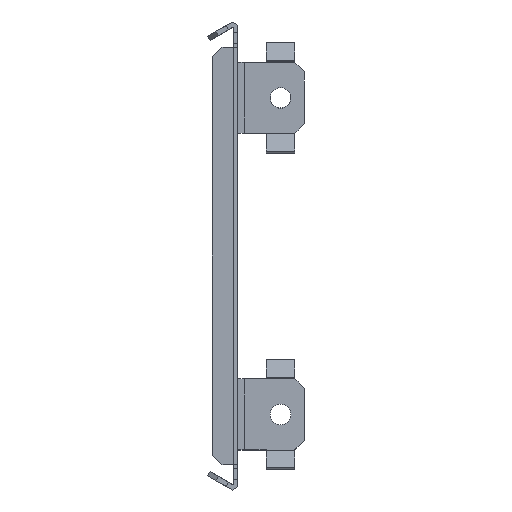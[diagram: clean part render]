
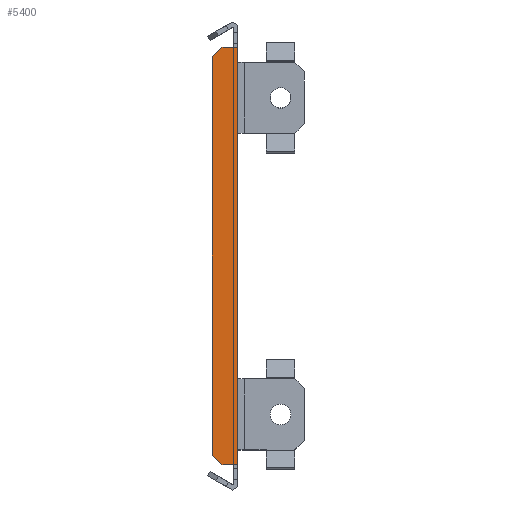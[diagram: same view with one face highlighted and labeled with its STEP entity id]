
A CAD part, front view. The second image highlights one B-rep face of the part: STEP entity #5400.
In plain terms, the highlighted planar face has unit normal (0, -1, 0).
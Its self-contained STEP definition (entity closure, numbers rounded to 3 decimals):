
#126 = VECTOR ( 'NONE', #7043, 1000. ) ;
#421 = PLANE ( 'NONE',  #5096 ) ;
#470 = CARTESIAN_POINT ( 'NONE',  ( 0., -253., 65.897 ) ) ;
#538 = LINE ( 'NONE', #470, #13584 ) ;
#721 = LINE ( 'NONE', #14034, #9243 ) ;
#896 = VERTEX_POINT ( 'NONE', #9929 ) ;
#1579 = EDGE_CURVE ( 'NONE', #2146, #9363, #7429, .T. ) ;
#2146 = VERTEX_POINT ( 'NONE', #9719 ) ;
#2256 = VECTOR ( 'NONE', #11772, 1000. ) ;
#2533 = ORIENTED_EDGE ( 'NONE', *, *, #2957, .T. ) ;
#2581 = LINE ( 'NONE', #5822, #12854 ) ;
#2614 = VECTOR ( 'NONE', #7244, 1000. ) ;
#2957 = EDGE_CURVE ( 'NONE', #12821, #8355, #2581, .T. ) ;
#4034 = VECTOR ( 'NONE', #6203, 1000. ) ;
#4437 = CARTESIAN_POINT ( 'NONE',  ( 0., -253., -65.897 ) ) ;
#4540 = EDGE_CURVE ( 'NONE', #9363, #896, #721, .T. ) ;
#4656 = LINE ( 'NONE', #13688, #126 ) ;
#4777 = CARTESIAN_POINT ( 'NONE',  ( -5., -253., -65.897 ) ) ;
#4858 = CARTESIAN_POINT ( 'NONE',  ( 0., -253., 0. ) ) ;
#5084 = VECTOR ( 'NONE', #8614, 1000. ) ;
#5096 = AXIS2_PLACEMENT_3D ( 'NONE', #4858, #9276, #7182 ) ;
#5154 = DIRECTION ( 'NONE',  ( 0., 0., 1. ) ) ;
#5172 = ORIENTED_EDGE ( 'NONE', *, *, #12069, .T. ) ;
#5201 = CARTESIAN_POINT ( 'NONE',  ( -35.448, -253., -35.448 ) ) ;
#5203 = CARTESIAN_POINT ( 'NONE',  ( -8., -253., 0. ) ) ;
#5400 = ADVANCED_FACE ( 'NONE', ( #10426 ), #421, .F. ) ;
#5429 = VERTEX_POINT ( 'NONE', #11992 ) ;
#5822 = CARTESIAN_POINT ( 'NONE',  ( -35.448, -253., 35.448 ) ) ;
#6109 = VERTEX_POINT ( 'NONE', #10398 ) ;
#6143 = CARTESIAN_POINT ( 'NONE',  ( 0., -253., 65.897 ) ) ;
#6203 = DIRECTION ( 'NONE',  ( 1., 0., 0. ) ) ;
#6624 = EDGE_CURVE ( 'NONE', #6109, #896, #538, .T. ) ;
#6981 = EDGE_LOOP ( 'NONE', ( #12865, #10920, #9305, #14158, #5172, #2533, #13545, #11184 ) ) ;
#7043 = DIRECTION ( 'NONE',  ( 1., 0., 0. ) ) ;
#7182 = DIRECTION ( 'NONE',  ( 0., 0., 1. ) ) ;
#7244 = DIRECTION ( 'NONE',  ( 0.707, 0., -0.707 ) ) ;
#7315 = LINE ( 'NONE', #5203, #5084 ) ;
#7337 = CARTESIAN_POINT ( 'NONE',  ( -5., -253., 65.897 ) ) ;
#7358 = CARTESIAN_POINT ( 'NONE',  ( -2.5, -253., -65.897 ) ) ;
#7429 = LINE ( 'NONE', #7358, #4034 ) ;
#7697 = EDGE_CURVE ( 'NONE', #8355, #5429, #7315, .T. ) ;
#8355 = VERTEX_POINT ( 'NONE', #12383 ) ;
#8409 = EDGE_CURVE ( 'NONE', #8628, #2146, #4656, .T. ) ;
#8614 = DIRECTION ( 'NONE',  ( 0., 0., -1. ) ) ;
#8628 = VERTEX_POINT ( 'NONE', #4777 ) ;
#9243 = VECTOR ( 'NONE', #5154, 1000. ) ;
#9276 = DIRECTION ( 'NONE',  ( 0., 1., 0. ) ) ;
#9305 = ORIENTED_EDGE ( 'NONE', *, *, #4540, .T. ) ;
#9363 = VERTEX_POINT ( 'NONE', #4437 ) ;
#9683 = LINE ( 'NONE', #6143, #2256 ) ;
#9719 = CARTESIAN_POINT ( 'NONE',  ( -2.5, -253., -65.897 ) ) ;
#9929 = CARTESIAN_POINT ( 'NONE',  ( 0., -253., 65.897 ) ) ;
#10383 = DIRECTION ( 'NONE',  ( -0.707, 0., -0.707 ) ) ;
#10398 = CARTESIAN_POINT ( 'NONE',  ( -2.5, -253., 65.897 ) ) ;
#10426 = FACE_OUTER_BOUND ( 'NONE', #6981, .T. ) ;
#10622 = DIRECTION ( 'NONE',  ( 1., 0., 0. ) ) ;
#10920 = ORIENTED_EDGE ( 'NONE', *, *, #1579, .T. ) ;
#11184 = ORIENTED_EDGE ( 'NONE', *, *, #13988, .T. ) ;
#11772 = DIRECTION ( 'NONE',  ( -1., 0., 0. ) ) ;
#11992 = CARTESIAN_POINT ( 'NONE',  ( -8., -253., -62.897 ) ) ;
#12069 = EDGE_CURVE ( 'NONE', #6109, #12821, #9683, .T. ) ;
#12383 = CARTESIAN_POINT ( 'NONE',  ( -8., -253., 62.897 ) ) ;
#12714 = LINE ( 'NONE', #5201, #2614 ) ;
#12821 = VERTEX_POINT ( 'NONE', #7337 ) ;
#12854 = VECTOR ( 'NONE', #10383, 1000. ) ;
#12865 = ORIENTED_EDGE ( 'NONE', *, *, #8409, .T. ) ;
#13545 = ORIENTED_EDGE ( 'NONE', *, *, #7697, .T. ) ;
#13584 = VECTOR ( 'NONE', #10622, 1000. ) ;
#13688 = CARTESIAN_POINT ( 'NONE',  ( 0., -253., -65.897 ) ) ;
#13988 = EDGE_CURVE ( 'NONE', #5429, #8628, #12714, .T. ) ;
#14034 = CARTESIAN_POINT ( 'NONE',  ( 0., -253., 0. ) ) ;
#14158 = ORIENTED_EDGE ( 'NONE', *, *, #6624, .F. ) ;
